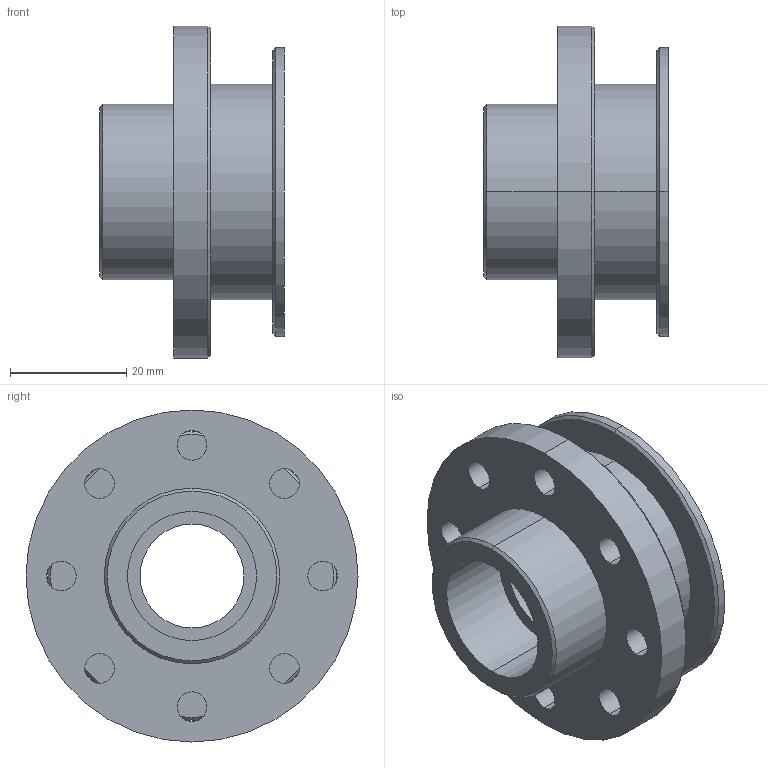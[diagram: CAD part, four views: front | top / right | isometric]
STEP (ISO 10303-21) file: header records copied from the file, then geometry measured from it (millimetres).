
FILE_DESCRIPTION (( 'STEP AP214' ), '1' );
FILE_NAME ('DiskPulley_Needle.STEP', '2024-10-16T02:38:51', ( '' ), ( '' ), 'SwSTEP 2.0', 'SolidWorks 2024', '' );
FILE_SCHEMA (( 'AUTOMOTIVE_DESIGN' ));
Length unit declared in the file: inch
Products named in the file (1): DiskPulley_Needle
Bounding box: 31.75 x 57.15 x 57.15 mm (x, y, z)
Volume: 28302.1 mm3; surface area: 12762 mm2
Topology: 1 solids, 1 shells, 43 faces, 102 edges, 66 vertices
Faces by surface type: cylinder 30, plane 7, cone 6
Entity records: 1337 total; most frequent: DIRECTION 256, CARTESIAN_POINT 212, ORIENTED_EDGE 204, AXIS2_PLACEMENT_3D 110, EDGE_CURVE 102, EDGE_LOOP 66, CIRCLE 66, VERTEX_POINT 66
